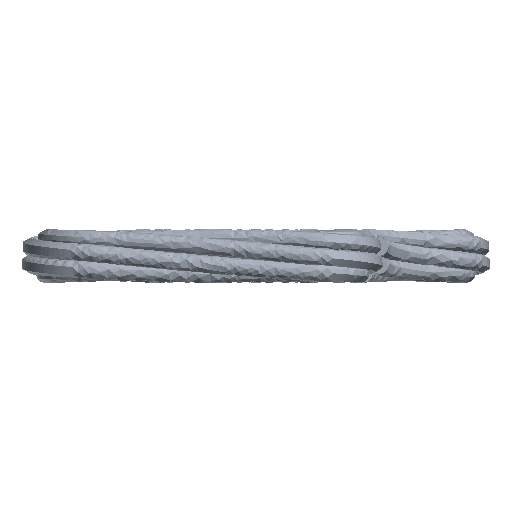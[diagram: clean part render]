
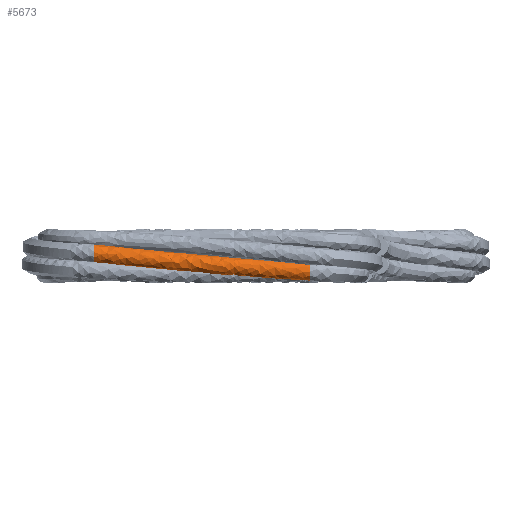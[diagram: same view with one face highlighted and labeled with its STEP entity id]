
A CAD part, front view. The second image highlights one B-rep face of the part: STEP entity #5673.
In plain terms, the highlighted free-form (B-spline) face has degree [3, 2] with [7, 5] control points.
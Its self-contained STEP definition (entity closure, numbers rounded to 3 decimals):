
#300 = CARTESIAN_POINT ( 'NONE',  ( -0.05, -228.787, -0.466 ) ) ;
#458 = DIRECTION ( 'NONE',  ( -1., 0., 0. ) ) ;
#683 = ORIENTED_EDGE ( 'NONE', *, *, #736, .T. ) ;
#736 = EDGE_CURVE ( 'NONE', #6701, #11327, #7195, .T. ) ;
#1408 = CARTESIAN_POINT ( 'NONE',  ( -1.101, -228.896, -0.337 ) ) ;
#1458 = CARTESIAN_POINT ( 'NONE',  ( -1.101, -228.669, -0.234 ) ) ;
#1502 = CARTESIAN_POINT ( 'NONE',  ( -3.201, -228.96, 0.243 ) ) ;
#1536 = EDGE_LOOP ( 'NONE', ( #4790, #12485, #683, #9468 ) ) ;
#1592 = CARTESIAN_POINT ( 'NONE',  ( -2.151, -228.867, -0.269 ) ) ;
#1820 = CARTESIAN_POINT ( 'NONE',  ( -2.151, -228.917, 0.183 ) ) ;
#1882 = DIRECTION ( 'NONE',  ( 0., -0.496, -0.868 ) ) ;
#2130 = AXIS2_PLACEMENT_3D ( 'NONE', #8259, #2465, #10126 ) ;
#2465 = DIRECTION ( 'NONE',  ( -1., 0., 0. ) ) ;
#2487 = CARTESIAN_POINT ( 'NONE',  ( -3., -228.727, 0.179 ) ) ;
#2548 = CARTESIAN_POINT ( 'NONE',  ( -2.151, -229.023, -0.058 ) ) ;
#2596 = CARTESIAN_POINT ( 'NONE',  ( -3.201, -228.99, 0.102 ) ) ;
#2679 = CARTESIAN_POINT ( 'NONE',  ( -3.201, -228.774, -0.091 ) ) ;
#3236 = VERTEX_POINT ( 'NONE', #2487 ) ;
#3330 = CARTESIAN_POINT ( 'NONE',  ( -3., -228.727, 0.179 ) ) ;
#3527 = CARTESIAN_POINT ( 'NONE',  ( -2.042, -228.737, -0.185 ) ) ;
#3643 = CARTESIAN_POINT ( 'NONE',  ( 1., -228.873, -0.363 ) ) ;
#3688 = CARTESIAN_POINT ( 'NONE',  ( 1., -228.623, -0.506 ) ) ;
#3784 = CARTESIAN_POINT ( 'NONE',  ( -2.151, -228.778, 0.122 ) ) ;
#3819 = CARTESIAN_POINT ( 'NONE',  ( -1.101, -228.669, -0.234 ) ) ;
#3868 = CARTESIAN_POINT ( 'NONE',  ( -0.05, -228.945, -0.097 ) ) ;
#3915 = CARTESIAN_POINT ( 'NONE',  ( 1., -228.749, -0.146 ) ) ;
#4183 = CARTESIAN_POINT ( 'NONE',  ( -3., -228.768, -0.107 ) ) ;
#4790 = ORIENTED_EDGE ( 'NONE', *, *, #5450, .F. ) ;
#4924 = CARTESIAN_POINT ( 'NONE',  ( -3., -228.768, -0.107 ) ) ;
#4979 = CARTESIAN_POINT ( 'NONE',  ( -3.201, -228.823, 0.288 ) ) ;
#5175 = AXIS2_PLACEMENT_3D ( 'NONE', #9314, #458, #1882 ) ;
#5259 = CARTESIAN_POINT ( 'NONE',  ( 1., -228.499, -0.289 ) ) ;
#5366 =( BOUNDED_CURVE ( )  B_SPLINE_CURVE ( 2, ( #12131, #9806, #5442, #13198, #3330 ),
 .UNSPECIFIED., .F., .F. ) 
 B_SPLINE_CURVE_WITH_KNOTS ( ( 3, 2, 3 ),
 ( 0., 0.5, 0.95 ),
 .UNSPECIFIED. ) 
 CURVE ( )  GEOMETRIC_REPRESENTATION_ITEM ( )  RATIONAL_B_SPLINE_CURVE ( ( 1., 0.951, 1., 0.956, 0.991 ) ) 
 REPRESENTATION_ITEM ( '' )  );
#5442 = CARTESIAN_POINT ( 'NONE',  ( -1.101, -228.787, 0.029 ) ) ;
#5450 = EDGE_CURVE ( 'NONE', #8568, #3236, #14010, .T. ) ;
#5636 = CARTESIAN_POINT ( 'NONE',  ( -0.05, -228.592, -0.289 ) ) ;
#5673 = ADVANCED_FACE ( 'NONE', ( #11790 ), #13461, .T. ) ;
#5799 = CARTESIAN_POINT ( 'NONE',  ( 1., -228.498, -0.433 ) ) ;
#5851 = CARTESIAN_POINT ( 'NONE',  ( -1.101, -229.015, -0.074 ) ) ;
#5993 =( BOUNDED_CURVE ( )  B_SPLINE_CURVE ( 2, ( #8667, #5636, #3819, #3527, #4924 ),
 .UNSPECIFIED., .F., .T. ) 
 B_SPLINE_CURVE_WITH_KNOTS ( ( 3, 2, 3 ),
 ( 0., 0.5, 0.95 ),
 .UNSPECIFIED. ) 
 CURVE ( )  GEOMETRIC_REPRESENTATION_ITEM ( )  RATIONAL_B_SPLINE_CURVE ( ( 1., 0.951, 1., 0.956, 0.991 ) ) 
 REPRESENTATION_ITEM ( '' )  );
#6121 = CARTESIAN_POINT ( 'NONE',  ( -3.201, -228.715, 0.192 ) ) ;
#6701 = VERTEX_POINT ( 'NONE', #12155 ) ;
#6845 = CARTESIAN_POINT ( 'NONE',  ( -0.05, -228.639, -0.434 ) ) ;
#6899 = CARTESIAN_POINT ( 'NONE',  ( -3.201, -229.019, -0.04 ) ) ;
#6946 = CARTESIAN_POINT ( 'NONE',  ( -1.101, -228.753, -0.352 ) ) ;
#7040 = CARTESIAN_POINT ( 'NONE',  ( -2.151, -228.745, -0.18 ) ) ;
#7195 = CIRCLE ( 'NONE', #5175, 0.167 ) ;
#8011 = CARTESIAN_POINT ( 'NONE',  ( -1.101, -228.956, -0.206 ) ) ;
#8027 = EDGE_CURVE ( 'NONE', #11327, #3236, #5366, .T. ) ;
#8058 = CARTESIAN_POINT ( 'NONE',  ( -2.151, -229.039, 0.093 ) ) ;
#8259 = CARTESIAN_POINT ( 'NONE',  ( -3., -228.83, 0.048 ) ) ;
#8379 = EDGE_CURVE ( 'NONE', #6701, #8568, #5993, .T. ) ;
#8568 = VERTEX_POINT ( 'NONE', #4183 ) ;
#8667 = CARTESIAN_POINT ( 'NONE',  ( 1., -228.499, -0.289 ) ) ;
#9156 = CARTESIAN_POINT ( 'NONE',  ( 1., -228.749, -0.146 ) ) ;
#9162 = CARTESIAN_POINT ( 'NONE',  ( 1., -228.874, -0.218 ) ) ;
#9314 = CARTESIAN_POINT ( 'NONE',  ( 1., -228.665, -0.289 ) ) ;
#9388 = CARTESIAN_POINT ( 'NONE',  ( -1.101, -228.787, 0.029 ) ) ;
#9468 = ORIENTED_EDGE ( 'NONE', *, *, #8027, .T. ) ;
#9806 = CARTESIAN_POINT ( 'NONE',  ( -0.05, -228.797, -0.065 ) ) ;
#10126 = DIRECTION ( 'NONE',  ( 0., -0.99, 0.144 ) ) ;
#10254 = CARTESIAN_POINT ( 'NONE',  ( 1., -228.748, -0.434 ) ) ;
#11309 = CARTESIAN_POINT ( 'NONE',  ( -0.05, -228.991, -0.241 ) ) ;
#11327 = VERTEX_POINT ( 'NONE', #9156 ) ;
#11537 = CARTESIAN_POINT ( 'NONE',  ( -0.05, -228.797, -0.065 ) ) ;
#11790 = FACE_OUTER_BOUND ( 'NONE', #1536, .T. ) ;
#12131 = CARTESIAN_POINT ( 'NONE',  ( 1., -228.749, -0.146 ) ) ;
#12155 = CARTESIAN_POINT ( 'NONE',  ( 1., -228.499, -0.289 ) ) ;
#12350 = CARTESIAN_POINT ( 'NONE',  ( -3.201, -228.911, -0.136 ) ) ;
#12485 = ORIENTED_EDGE ( 'NONE', *, *, #8379, .F. ) ;
#13198 = CARTESIAN_POINT ( 'NONE',  ( -2.042, -228.779, 0.112 ) ) ;
#13415 = CARTESIAN_POINT ( 'NONE',  ( -0.05, -228.592, -0.289 ) ) ;
#13461 =( BOUNDED_SURFACE ( )  B_SPLINE_SURFACE ( 3, 2, ( 
 ( #5259, #13415, #1458, #7040, #2679 ),
 ( #5799, #6845, #6946, #1592, #12350 ),
 ( #3688, #300, #1408, #13466, #6899 ),
 ( #10254, #13512, #8011, #2548, #2596 ),
 ( #3643, #11309, #5851, #8058, #1502 ),
 ( #9162, #3868, #13827, #1820, #4979 ),
 ( #3915, #11537, #9388, #3784, #6121 ) ),
 .UNSPECIFIED., .F., .F., .T. ) 
 B_SPLINE_SURFACE_WITH_KNOTS ( ( 4, 3, 4 ),
 ( 3, 2, 3 ),
 ( 0., 0.5, 1. ),
 ( 0., 0.5, 1. ),
 .UNSPECIFIED. ) 
 GEOMETRIC_REPRESENTATION_ITEM ( )  RATIONAL_B_SPLINE_SURFACE ( (
 ( 1., 0.951, 1., 0.951, 1.),
 ( 0.667, 0.634, 0.667, 0.634, 0.667),
 ( 0.667, 0.634, 0.667, 0.634, 0.667),
 ( 1., 0.951, 1., 0.951, 1.),
 ( 0.667, 0.634, 0.667, 0.634, 0.667),
 ( 0.667, 0.634, 0.667, 0.634, 0.667),
 ( 1., 0.951, 1., 0.951, 1.) ) ) 
 REPRESENTATION_ITEM ( '' )  SURFACE ( )  );
#13466 = CARTESIAN_POINT ( 'NONE',  ( -2.151, -229.006, -0.208 ) ) ;
#13512 = CARTESIAN_POINT ( 'NONE',  ( -0.05, -228.889, -0.354 ) ) ;
#13827 = CARTESIAN_POINT ( 'NONE',  ( -1.101, -228.931, 0.043 ) ) ;
#14010 = CIRCLE ( 'NONE', #2130, 0.167 ) ;
